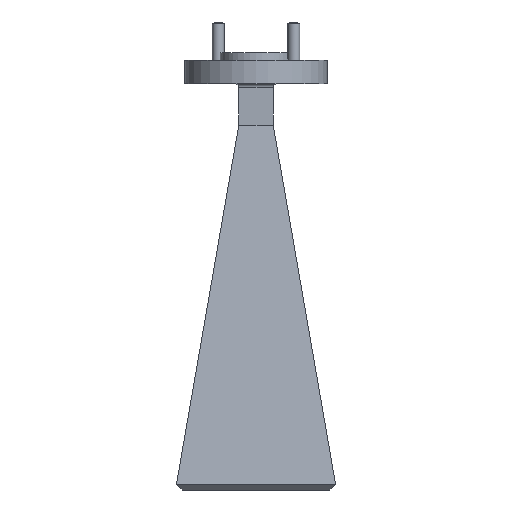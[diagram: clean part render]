
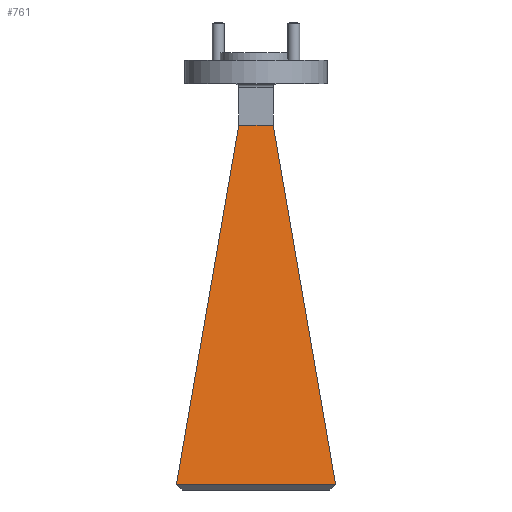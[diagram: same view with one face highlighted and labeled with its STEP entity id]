
A CAD part, front view. The second image highlights one B-rep face of the part: STEP entity #761.
In plain terms, the highlighted planar face has unit normal (0, -0.99, 0.142).
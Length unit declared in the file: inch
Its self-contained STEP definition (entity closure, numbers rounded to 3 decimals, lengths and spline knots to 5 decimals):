
#9 = EDGE_CURVE ( 'NONE', #1622, #528, #1948, .T. ) ;
#89 = ORIENTED_EDGE ( 'NONE', *, *, #1797, .F. ) ;
#95 = VECTOR ( 'NONE', #315, 39.37008 ) ;
#154 = DIRECTION ( 'NONE',  ( 0., -0.99, 0.142 ) ) ;
#315 = DIRECTION ( 'NONE',  ( -0.169, 0.14, 0.976 ) ) ;
#344 = VECTOR ( 'NONE', #2397, 39.37008 ) ;
#361 = EDGE_CURVE ( 'NONE', #819, #986, #736, .T. ) ;
#385 = CARTESIAN_POINT ( 'NONE',  ( -0.02977, -0.02027, 0.00807 ) ) ;
#528 = VERTEX_POINT ( 'NONE', #2122 ) ;
#736 = LINE ( 'NONE', #1906, #1886 ) ;
#761 = ADVANCED_FACE ( 'NONE', ( #1466 ), #1275, .T. ) ;
#774 = CARTESIAN_POINT ( 'NONE',  ( 0.09075, -0.07051, -0.343 ) ) ;
#807 = DIRECTION ( 'NONE',  ( 1., 0., 0. ) ) ;
#819 = VERTEX_POINT ( 'NONE', #774 ) ;
#838 = ORIENTED_EDGE ( 'NONE', *, *, #2304, .T. ) ;
#844 = AXIS2_PLACEMENT_3D ( 'NONE', #917, #154, #2238 ) ;
#850 = EDGE_LOOP ( 'NONE', ( #89, #1815, #838, #1230 ) ) ;
#917 = CARTESIAN_POINT ( 'NONE',  ( 0., -0.021, 0.003 ) ) ;
#986 = VERTEX_POINT ( 'NONE', #1438 ) ;
#1230 = ORIENTED_EDGE ( 'NONE', *, *, #361, .T. ) ;
#1266 = VECTOR ( 'NONE', #807, 39.37008 ) ;
#1275 = PLANE ( 'NONE',  #844 ) ;
#1349 = LINE ( 'NONE', #385, #344 ) ;
#1438 = CARTESIAN_POINT ( 'NONE',  ( -0.09075, -0.07051, -0.343 ) ) ;
#1464 = LINE ( 'NONE', #2032, #95 ) ;
#1466 = FACE_OUTER_BOUND ( 'NONE', #850, .T. ) ;
#1622 = VERTEX_POINT ( 'NONE', #2073 ) ;
#1797 = EDGE_CURVE ( 'NONE', #1622, #986, #1349, .T. ) ;
#1815 = ORIENTED_EDGE ( 'NONE', *, *, #9, .T. ) ;
#1886 = VECTOR ( 'NONE', #2239, 39.37008 ) ;
#1906 = CARTESIAN_POINT ( 'NONE',  ( 0., -0.07051, -0.343 ) ) ;
#1948 = LINE ( 'NONE', #2177, #1266 ) ;
#2032 = CARTESIAN_POINT ( 'NONE',  ( 0.02977, -0.02027, 0.00807 ) ) ;
#2073 = CARTESIAN_POINT ( 'NONE',  ( -0.41893, -0.34088, -2.23238 ) ) ;
#2122 = CARTESIAN_POINT ( 'NONE',  ( 0.41893, -0.34088, -2.23238 ) ) ;
#2177 = CARTESIAN_POINT ( 'NONE',  ( 0., -0.34088, -2.23238 ) ) ;
#2238 = DIRECTION ( 'NONE',  ( 0., -0.142, -0.99 ) ) ;
#2239 = DIRECTION ( 'NONE',  ( -1., 0., 0. ) ) ;
#2304 = EDGE_CURVE ( 'NONE', #528, #819, #1464, .T. ) ;
#2397 = DIRECTION ( 'NONE',  ( 0.169, 0.14, 0.976 ) ) ;
